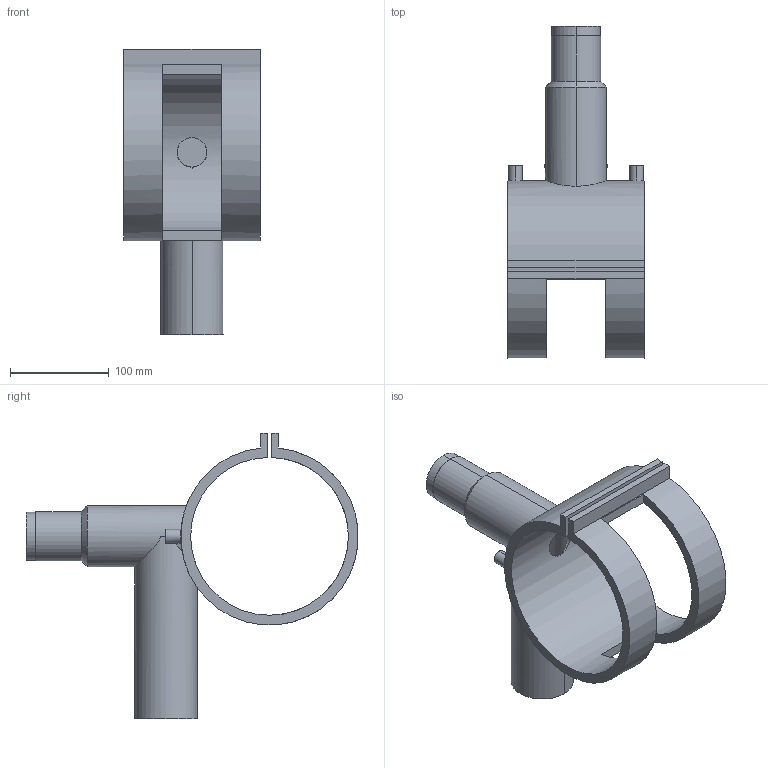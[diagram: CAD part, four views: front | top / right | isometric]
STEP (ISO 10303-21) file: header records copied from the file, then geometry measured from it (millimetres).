
FILE_DESCRIPTION (( 'STEP AP203' ), '1' );
FILE_NAME ('Ef Tapping Saddle_160-63.step', '2020-01-17T14:22:11', ( '' ), ( '' ), 'SwSTEP 2.0', 'SolidWorks 2019', '' );
FILE_SCHEMA (( 'CONFIG_CONTROL_DESIGN' ));
Length unit declared in the file: millimetre
Products named in the file (1): Ef Tapping Saddle_160-63
Bounding box: 138 x 336.71 x 289.55 mm (x, y, z)
Volume: 1046347.5 mm3; surface area: 248978 mm2
Topology: 2 solids, 2 shells, 61 faces, 139 edges, 89 vertices
Faces by surface type: cylinder 30, plane 25, cone 6
Entity records: 2634 total; most frequent: CARTESIAN_POINT 1176, DIRECTION 285, ORIENTED_EDGE 278, EDGE_CURVE 139, AXIS2_PLACEMENT_3D 110, VERTEX_POINT 89, EDGE_LOOP 74, VECTOR 65
